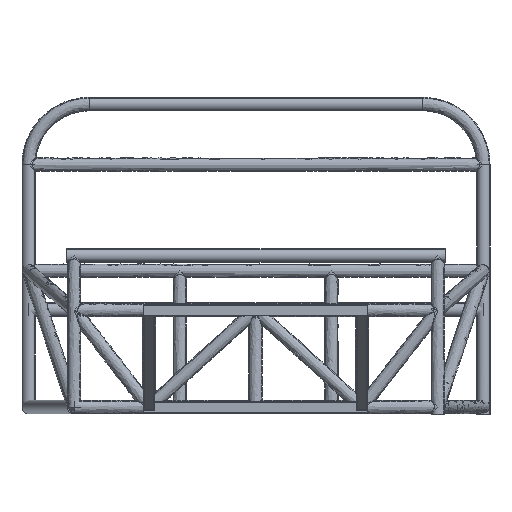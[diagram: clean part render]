
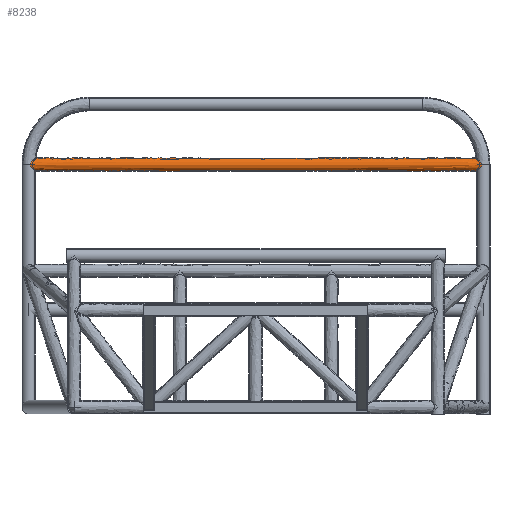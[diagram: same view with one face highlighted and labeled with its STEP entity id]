
A CAD part, front view. The second image highlights one B-rep face of the part: STEP entity #8238.
In plain terms, the highlighted free-form (B-spline) face has degree [2, 1] with [9, 2] control points.
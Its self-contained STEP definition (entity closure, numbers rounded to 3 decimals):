
#7973 = EDGE_CURVE('',#7974,#7976,#7978,.T.);
#7974 = VERTEX_POINT('',#7975);
#7975 = CARTESIAN_POINT('',(996.768,767.885,
    1063.115));
#7976 = VERTEX_POINT('',#7977);
#7977 = CARTESIAN_POINT('',(996.768,826.96,
    1063.115));
#7978 = B_SPLINE_CURVE_WITH_KNOTS('',3,(#7979,#7980,#7981,#7982,#7983,
    #7984,#7985,#7986,#7987,#7988,#7989,#7990,#7991,#7992,#7993,#7994,
    #7995,#7996,#7997,#7998,#7999,#8000,#8001,#8002,#8003,#8004,#8005,
    #8006),.UNSPECIFIED.,.F.,.F.,(4,2,2,2,2,2,2,2,2,2,2,2,2,4),(
    -10.046,-10.043,-8.544,-7.161,
    -6.23,-5.632,-5.143,-4.812,
    -4.47,-3.921,-2.959,-1.738,0.,
    0.003),.UNSPECIFIED.);
#7979 = CARTESIAN_POINT('',(996.768,767.885,
    1063.115));
#7980 = CARTESIAN_POINT('',(996.759,767.885,
    1063.107));
#7981 = CARTESIAN_POINT('',(996.75,767.885,
    1063.098));
#7982 = CARTESIAN_POINT('',(992.835,767.889,
    1059.183));
#7983 = CARTESIAN_POINT('',(988.845,768.667,
    1055.283));
#7984 = CARTESIAN_POINT('',(981.484,771.638,
    1048.248));
#7985 = CARTESIAN_POINT('',(978.003,773.753,
    1044.995));
#7986 = CARTESIAN_POINT('',(972.84,778.523,
    1040.256));
#7987 = CARTESIAN_POINT('',(970.909,780.808,
    1038.509));
#7988 = CARTESIAN_POINT('',(968.303,785.164,
    1036.173));
#7989 = CARTESIAN_POINT('',(967.426,787.02,
    1035.392));
#7990 = CARTESIAN_POINT('',(966.214,790.642,
    1034.317));
#7991 = CARTESIAN_POINT('',(965.815,792.342,
    1033.965));
#7992 = CARTESIAN_POINT('',(965.437,795.292,
    1033.631));
#7993 = CARTESIAN_POINT('',(965.365,796.495,
    1033.568));
#7994 = CARTESIAN_POINT('',(965.392,798.953,
    1033.591));
#7995 = CARTESIAN_POINT('',(965.495,800.192,
    1033.682));
#7996 = CARTESIAN_POINT('',(965.987,803.378,
    1034.117));
#7997 = CARTESIAN_POINT('',(966.505,805.26,
    1034.574));
#7998 = CARTESIAN_POINT('',(968.404,810.16,
    1036.262));
#7999 = CARTESIAN_POINT('',(970.114,812.907,
    1037.791));
#8000 = CARTESIAN_POINT('',(974.544,818.217,
    1041.809));
#8001 = CARTESIAN_POINT('',(977.581,820.739,
    1044.599));
#8002 = CARTESIAN_POINT('',(985.839,825.448,
    1052.366));
#8003 = CARTESIAN_POINT('',(991.297,826.955,
    1057.645));
#8004 = CARTESIAN_POINT('',(996.75,826.96,
    1063.098));
#8005 = CARTESIAN_POINT('',(996.759,826.96,
    1063.107));
#8006 = CARTESIAN_POINT('',(996.768,826.96,
    1063.115));
#8008 = EDGE_CURVE('',#7976,#7974,#8009,.T.);
#8009 = B_SPLINE_CURVE_WITH_KNOTS('',3,(#8010,#8011,#8012,#8013,#8014,
    #8015,#8016,#8017,#8018,#8019,#8020,#8021,#8022,#8023,#8024,#8025,
    #8026,#8027,#8028,#8029,#8030,#8031,#8032,#8033,#8034,#8035,#8036,
    #8037,#8038,#8039,#8040,#8041),.UNSPECIFIED.,.F.,.F.,(4,2,2,2,2,2,2,
    2,2,2,2,2,2,2,2,4),(-9.171,-9.168,-8.049,
    -6.922,-6.014,-5.384,-4.908,
    -4.695,-4.548,-4.399,-4.181,
    -3.602,-2.837,-1.737,0.,
    0.003),.UNSPECIFIED.);
#8010 = CARTESIAN_POINT('',(996.768,826.96,
    1063.115));
#8011 = CARTESIAN_POINT('',(996.759,826.96,
    1063.125));
#8012 = CARTESIAN_POINT('',(996.75,826.96,
    1063.134));
#8013 = CARTESIAN_POINT('',(993.455,826.957,
    1066.428));
#8014 = CARTESIAN_POINT('',(990.115,826.406,
    1069.705));
#8015 = CARTESIAN_POINT('',(983.589,824.217,
    1075.987));
#8016 = CARTESIAN_POINT('',(980.343,822.55,
    1079.049));
#8017 = CARTESIAN_POINT('',(974.948,818.458,
    1084.05));
#8018 = CARTESIAN_POINT('',(972.664,816.208,
    1086.134));
#8019 = CARTESIAN_POINT('',(969.382,811.654,
    1089.094));
#8020 = CARTESIAN_POINT('',(968.199,809.567,
    1090.151));
#8021 = CARTESIAN_POINT('',(966.598,805.543,
    1091.574));
#8022 = CARTESIAN_POINT('',(966.071,803.714,
    1092.04));
#8023 = CARTESIAN_POINT('',(965.602,800.947,
    1092.455));
#8024 = CARTESIAN_POINT('',(965.498,800.08,
    1092.546));
#8025 = CARTESIAN_POINT('',(965.397,798.601,
    1092.636));
#8026 = CARTESIAN_POINT('',(965.376,797.995,
    1092.654));
#8027 = CARTESIAN_POINT('',(965.378,796.777,
    1092.652));
#8028 = CARTESIAN_POINT('',(965.4,796.166,
    1092.632));
#8029 = CARTESIAN_POINT('',(965.508,794.662,
    1092.537));
#8030 = CARTESIAN_POINT('',(965.618,793.774,
    1092.44));
#8031 = CARTESIAN_POINT('',(966.18,790.575,
    1091.944));
#8032 = CARTESIAN_POINT('',(966.885,788.379,
    1091.32));
#8033 = CARTESIAN_POINT('',(969.035,783.645,
    1089.404));
#8034 = CARTESIAN_POINT('',(970.627,781.261,
    1087.977));
#8035 = CARTESIAN_POINT('',(974.954,776.246,
    1084.047));
#8036 = CARTESIAN_POINT('',(977.925,773.91,
    1081.308));
#8037 = CARTESIAN_POINT('',(985.842,769.397,
    1073.861));
#8038 = CARTESIAN_POINT('',(991.298,767.89,
    1068.585));
#8039 = CARTESIAN_POINT('',(996.75,767.885,
    1063.134));
#8040 = CARTESIAN_POINT('',(996.759,767.885,
    1063.125));
#8041 = CARTESIAN_POINT('',(996.768,767.885,
    1063.115));
#8238 = ADVANCED_FACE('',(#8239),#8269,.T.);
#8239 = FACE_BOUND('',#8240,.T.);
#8240 = EDGE_LOOP('',(#8241,#8253,#8261,#8266,#8267,#8268));
#8241 = ORIENTED_EDGE('',*,*,#8242,.F.);
#8242 = EDGE_CURVE('',#8243,#8245,#8247,.T.);
#8243 = VERTEX_POINT('',#8244);
#8244 = CARTESIAN_POINT('',(-996.76,826.96,
    1063.115));
#8245 = VERTEX_POINT('',#8246);
#8246 = CARTESIAN_POINT('',(-996.76,767.885,
    1063.115));
#8247 = ( BOUNDED_CURVE() B_SPLINE_CURVE(2,(#8248,#8249,#8250,#8251,
#8252),.UNSPECIFIED.,.F.,.F.) B_SPLINE_CURVE_WITH_KNOTS((3,2,3),(
    4.712,6.283,7.854),
.PIECEWISE_BEZIER_KNOTS.) CURVE() GEOMETRIC_REPRESENTATION_ITEM() 
RATIONAL_B_SPLINE_CURVE((1.,0.707,1.,0.707,1.)) 
REPRESENTATION_ITEM('') );
#8248 = CARTESIAN_POINT('',(-996.76,826.96,
    1063.115));
#8249 = CARTESIAN_POINT('',(-967.223,826.96,
    1033.578));
#8250 = CARTESIAN_POINT('',(-967.223,797.423,
    1033.578));
#8251 = CARTESIAN_POINT('',(-967.223,767.885,
    1033.578));
#8252 = CARTESIAN_POINT('',(-996.76,767.885,
    1063.115));
#8253 = ORIENTED_EDGE('',*,*,#8254,.F.);
#8254 = EDGE_CURVE('',#8245,#8243,#8255,.T.);
#8255 = ( BOUNDED_CURVE() B_SPLINE_CURVE(2,(#8256,#8257,#8258,#8259,
#8260),.UNSPECIFIED.,.F.,.F.) B_SPLINE_CURVE_WITH_KNOTS((3,2,3),(
    1.571,3.142,4.712),
.PIECEWISE_BEZIER_KNOTS.) CURVE() GEOMETRIC_REPRESENTATION_ITEM() 
RATIONAL_B_SPLINE_CURVE((1.,0.707,1.,0.707,1.)) 
REPRESENTATION_ITEM('') );
#8256 = CARTESIAN_POINT('',(-996.76,767.885,
    1063.115));
#8257 = CARTESIAN_POINT('',(-967.223,767.885,
    1092.653));
#8258 = CARTESIAN_POINT('',(-967.223,797.423,
    1092.653));
#8259 = CARTESIAN_POINT('',(-967.223,826.96,
    1092.653));
#8260 = CARTESIAN_POINT('',(-996.76,826.96,
    1063.115));
#8261 = ORIENTED_EDGE('',*,*,#8262,.T.);
#8262 = EDGE_CURVE('',#8245,#7974,#8263,.T.);
#8263 = B_SPLINE_CURVE_WITH_KNOTS('',1,(#8264,#8265),.UNSPECIFIED.,.F.,
  .F.,(2,2),(-30.,1470.),.PIECEWISE_BEZIER_KNOTS.);
#8264 = CARTESIAN_POINT('',(-996.76,767.885,
    1063.115));
#8265 = CARTESIAN_POINT('',(996.768,767.885,
    1063.115));
#8266 = ORIENTED_EDGE('',*,*,#8008,.F.);
#8267 = ORIENTED_EDGE('',*,*,#7973,.F.);
#8268 = ORIENTED_EDGE('',*,*,#8262,.F.);
#8269 = ( BOUNDED_SURFACE() B_SPLINE_SURFACE(2,1,(
    (#8270,#8271)
    ,(#8272,#8273)
    ,(#8274,#8275)
    ,(#8276,#8277)
    ,(#8278,#8279)
    ,(#8280,#8281)
    ,(#8282,#8283)
    ,(#8284,#8285)
    ,(#8286,#8287
)),.UNSPECIFIED.,.T.,.F.,.F.) B_SPLINE_SURFACE_WITH_KNOTS((3,2,2,2,3),(2
    ,2),(3.142,4.189,6.283,8.378,
    9.425),(-1470.,30.),.UNSPECIFIED.) 
GEOMETRIC_REPRESENTATION_ITEM() RATIONAL_B_SPLINE_SURFACE((
    (0.75,0.75)
    ,(0.75,0.75)
    ,(1.,1.)
    ,(0.5,0.5)
    ,(1.,1.)
    ,(0.5,0.5)
    ,(1.,1.)
    ,(0.75,0.75)
,(0.75,0.75))) REPRESENTATION_ITEM('') SURFACE() );
#8270 = CARTESIAN_POINT('',(996.768,767.885,
    1063.115));
#8271 = CARTESIAN_POINT('',(-996.76,767.885,
    1063.115));
#8272 = CARTESIAN_POINT('',(996.768,767.885,
    1080.169));
#8273 = CARTESIAN_POINT('',(-996.76,767.885,
    1080.169));
#8274 = CARTESIAN_POINT('',(996.768,782.654,
    1088.696));
#8275 = CARTESIAN_POINT('',(-996.76,782.654,
    1088.696));
#8276 = CARTESIAN_POINT('',(996.768,826.96,
    1114.276));
#8277 = CARTESIAN_POINT('',(-996.76,826.96,
    1114.276));
#8278 = CARTESIAN_POINT('',(996.768,826.96,
    1063.115));
#8279 = CARTESIAN_POINT('',(-996.76,826.96,
    1063.115));
#8280 = CARTESIAN_POINT('',(996.768,826.96,
    1011.955));
#8281 = CARTESIAN_POINT('',(-996.76,826.96,
    1011.955));
#8282 = CARTESIAN_POINT('',(996.768,782.654,
    1037.535));
#8283 = CARTESIAN_POINT('',(-996.76,782.654,
    1037.535));
#8284 = CARTESIAN_POINT('',(996.768,767.885,
    1046.062));
#8285 = CARTESIAN_POINT('',(-996.76,767.885,
    1046.062));
#8286 = CARTESIAN_POINT('',(996.768,767.885,
    1063.115));
#8287 = CARTESIAN_POINT('',(-996.76,767.885,
    1063.115));
